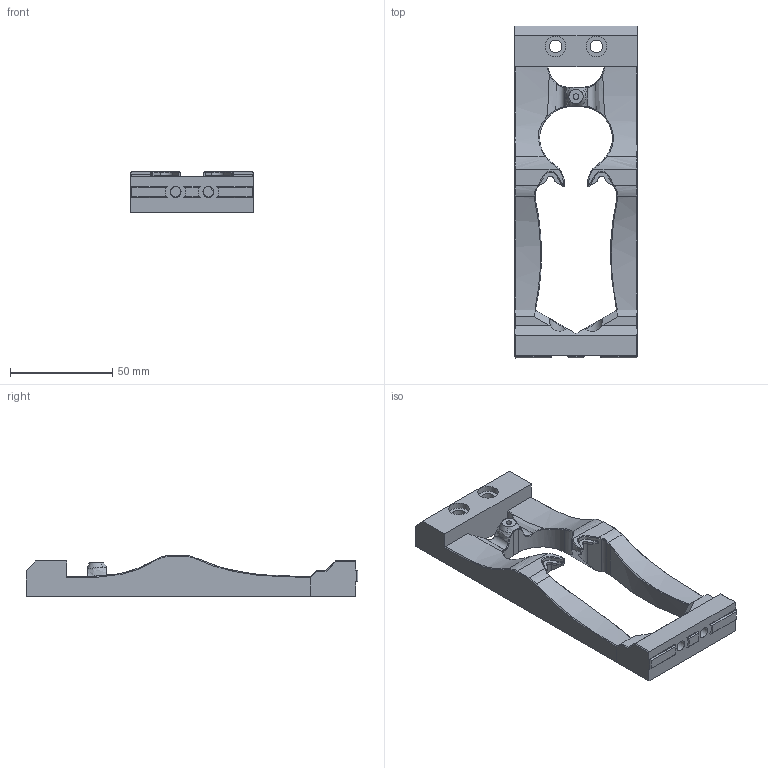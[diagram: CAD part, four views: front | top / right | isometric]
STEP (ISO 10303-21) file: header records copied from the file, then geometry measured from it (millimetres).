
FILE_DESCRIPTION(/* description */ (''),/* implementation_level */ '2;1');
FILE_NAME(/* name */ '',/* time_stamp */ '2025-04-22T19:03:26+03:00',/* author */ (''),/* organization */ (''),/* preprocessor_version */ 'ST-DEVELOPER v20.1',/* originating_system */ 'Autodesk Translation Framework v14.4.0.0',/* authorisation */ '');
FILE_SCHEMA (('AUTOMOTIVE_DESIGN { 1 0 10303 214 3 1 1 }'));
Length unit declared in the file: millimetre
Products named in the file (1): FusionComponent
Bounding box: 60 x 162.38 x 19.95 mm (x, y, z)
Volume: 80028.9 mm3; surface area: 24930.1 mm2
Topology: 1 solids, 1 shells, 200 faces, 542 edges, 346 vertices
Faces by surface type: plane 87, bspline 66, cylinder 39, cone 8
Full cylindrical faces by diameter (mm): 2.8 x1, 5.3 x2, 6.2 x2, 10 x2, 10.3 x2
Entity records: 18645 total; most frequent: CARTESIAN_POINT 13989, ORIENTED_EDGE 1084, DIRECTION 759, EDGE_CURVE 542, VERTEX_POINT 346, LINE 287, VECTOR 287, AXIS2_PLACEMENT_3D 236
